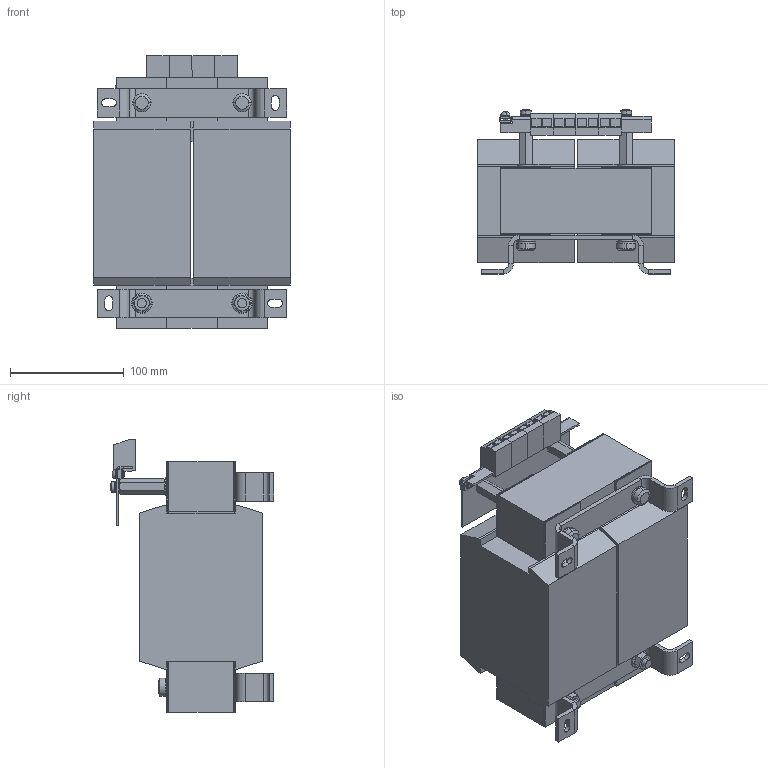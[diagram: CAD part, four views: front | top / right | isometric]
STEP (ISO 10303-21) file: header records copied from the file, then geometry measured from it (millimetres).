
FILE_DESCRIPTION (( 'STEP AP214' ), '1' );
FILE_NAME ('215488.STEP', '2020-05-29T03:40:38', ( '' ), ( '' ), 'SwSTEP 2.0', 'SolidWorks 2018', '' );
FILE_SCHEMA (( 'AUTOMOTIVE_DESIGN' ));
Length unit declared in the file: millimetre
Products named in the file (1): 215488
Bounding box: 173 x 143.9 x 239.46 mm (x, y, z)
Volume: 3267233.6 mm3; surface area: 249597.3 mm2
Topology: 1 solids, 1 shells, 678 faces, 1739 edges, 1053 vertices
Faces by surface type: plane 452, cylinder 116, bspline 56, cone 28, torus 14, sphere 12
Entity records: 21423 total; most frequent: CARTESIAN_POINT 5497, ORIENTED_EDGE 3386, DIRECTION 3127, EDGE_CURVE 1693, LINE 1121, VECTOR 1121, VERTEX_POINT 1053, AXIS2_PLACEMENT_3D 1003
